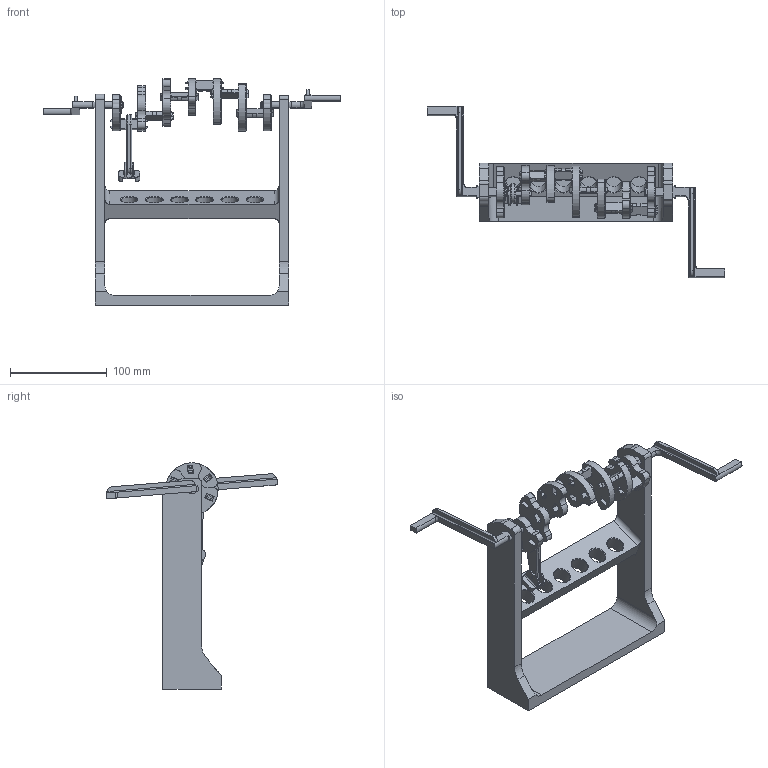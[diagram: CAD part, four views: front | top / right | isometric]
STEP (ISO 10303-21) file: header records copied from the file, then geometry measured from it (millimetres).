
FILE_DESCRIPTION(/* description */ (''),/* implementation_level */ '2;1');
FILE_NAME(/* name */ 'SRT_Metarpillar_.step',/* time_stamp */ '2023-10-29T23:13:41-03:00',/* author */ (''),/* organization */ (''),/* preprocessor_version */ 'ST-DEVELOPER v20',/* originating_system */ 'Autodesk Translation Framework v12.14.0.127',/* authorisation */ '');
FILE_SCHEMA (('AUTOMOTIVE_DESIGN { 1 0 10303 214 3 1 1 }'));
Length unit declared in the file: millimetre
Products named in the file (8): SRT_Metarpillar; SRT_Base v1; SRT_Conector v1; SRT_Disco v1; SRT_Manivela v1; SRT_Seguro v1; SRT_Biela v1; SRT_TomaEmbolo v1
Assembly tree (19 placements, depth 2):
  SRT_Metarpillar
    SRT_Base v1
    SRT_Manivela v1  x2
    SRT_Disco v1  x7
    SRT_Conector v1  x6
    SRT_Seguro v1
    SRT_Biela v1
    SRT_TomaEmbolo v1
Bounding box: 308.02 x 177.43 x 233.98 mm (x, y, z)
Volume: 465809.1 mm3; surface area: 143043.7 mm2
Topology: 19 solids, 19 shells, 952 faces, 2427 edges, 1512 vertices
Faces by surface type: plane 625, cylinder 220, cone 86, torus 21
Full cylindrical faces by diameter (mm): 2 x2, 2.5 x1, 10.4 x2, 11.8 x1, 16.9 x6
Entity records: 8701 total; most frequent: CARTESIAN_POINT 1634, DIRECTION 1483, ORIENTED_EDGE 1386, EDGE_CURVE 693, AXIS2_PLACEMENT_3D 513, LINE 457, VECTOR 457, VERTEX_POINT 440
